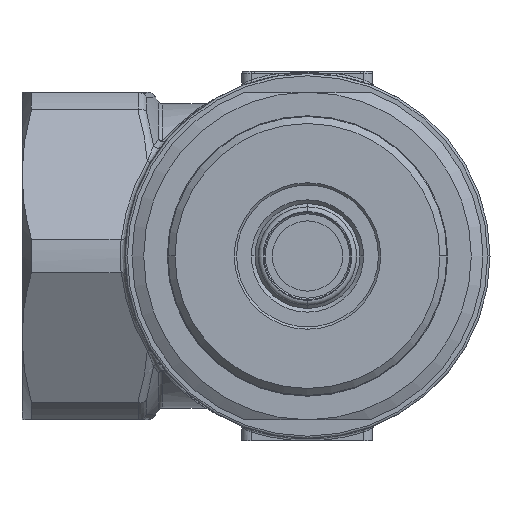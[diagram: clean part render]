
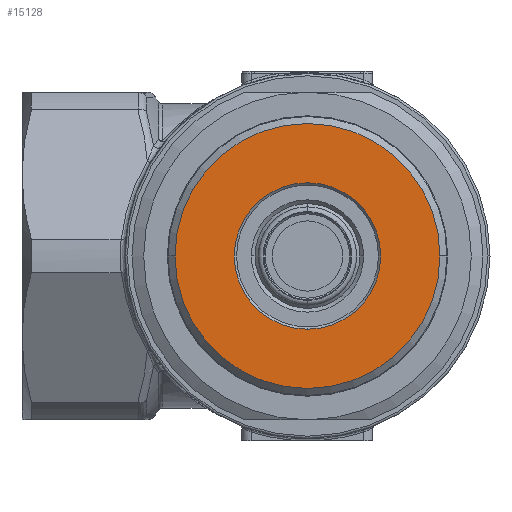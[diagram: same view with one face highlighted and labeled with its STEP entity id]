
A CAD part, front view. The second image highlights one B-rep face of the part: STEP entity #15128.
In plain terms, the highlighted planar face has unit normal (0, -1, 0).
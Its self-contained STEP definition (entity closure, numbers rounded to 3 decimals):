
#528 = CIRCLE ( 'NONE', #30448, 28.305 ) ;
#637 = CARTESIAN_POINT ( 'NONE',  ( 0., -83.5, 15.65 ) ) ;
#1785 = EDGE_CURVE ( 'NONE', #24099, #20449, #528, .T. ) ;
#2364 = CIRCLE ( 'NONE', #21798, 28.305 ) ;
#2463 = AXIS2_PLACEMENT_3D ( 'NONE', #18051, #12878, #13044 ) ;
#2754 = DIRECTION ( 'NONE',  ( 1., 0., 0. ) ) ;
#2789 = FACE_BOUND ( 'NONE', #5562, .T. ) ;
#3674 = VERTEX_POINT ( 'NONE', #637 ) ;
#5562 = EDGE_LOOP ( 'NONE', ( #22024, #21915 ) ) ;
#5815 = AXIS2_PLACEMENT_3D ( 'NONE', #21171, #31731, #2754 ) ;
#6144 = DIRECTION ( 'NONE',  ( 0., -1., 0. ) ) ;
#6508 = ORIENTED_EDGE ( 'NONE', *, *, #1785, .T. ) ;
#6896 = CIRCLE ( 'NONE', #2463, 15.65 ) ;
#8163 = PLANE ( 'NONE',  #12977 ) ;
#8342 = CARTESIAN_POINT ( 'NONE',  ( -29.805, -83.5, 0. ) ) ;
#11376 = CARTESIAN_POINT ( 'NONE',  ( 0., -83.5, 0. ) ) ;
#11648 = DIRECTION ( 'NONE',  ( 0., -1., 0. ) ) ;
#11714 = CARTESIAN_POINT ( 'NONE',  ( 0., -83.5, -15.65 ) ) ;
#12878 = DIRECTION ( 'NONE',  ( 0., 1., 0. ) ) ;
#12977 = AXIS2_PLACEMENT_3D ( 'NONE', #8342, #11648, #13909 ) ;
#13044 = DIRECTION ( 'NONE',  ( 1., 0., 0. ) ) ;
#13216 = CARTESIAN_POINT ( 'NONE',  ( 0., -83.5, 0. ) ) ;
#13319 = EDGE_CURVE ( 'NONE', #20449, #24099, #2364, .T. ) ;
#13909 = DIRECTION ( 'NONE',  ( 1., 0., 0. ) ) ;
#14142 = DIRECTION ( 'NONE',  ( 1., 0., 0. ) ) ;
#15128 = ADVANCED_FACE ( 'NONE', ( #2789, #31926 ), #8163, .T. ) ;
#16632 = EDGE_CURVE ( 'NONE', #3674, #19632, #6896, .T. ) ;
#18051 = CARTESIAN_POINT ( 'NONE',  ( 0., -83.5, 0. ) ) ;
#19632 = VERTEX_POINT ( 'NONE', #11714 ) ;
#20449 = VERTEX_POINT ( 'NONE', #30037 ) ;
#20827 = ORIENTED_EDGE ( 'NONE', *, *, #13319, .T. ) ;
#21171 = CARTESIAN_POINT ( 'NONE',  ( 0., -83.5, 0. ) ) ;
#21359 = DIRECTION ( 'NONE',  ( 1., 0., 0. ) ) ;
#21798 = AXIS2_PLACEMENT_3D ( 'NONE', #11376, #6144, #14142 ) ;
#21915 = ORIENTED_EDGE ( 'NONE', *, *, #16632, .T. ) ;
#22024 = ORIENTED_EDGE ( 'NONE', *, *, #24220, .T. ) ;
#24099 = VERTEX_POINT ( 'NONE', #24560 ) ;
#24220 = EDGE_CURVE ( 'NONE', #19632, #3674, #25213, .T. ) ;
#24560 = CARTESIAN_POINT ( 'NONE',  ( -28.305, -83.5, 0. ) ) ;
#25213 = CIRCLE ( 'NONE', #5815, 15.65 ) ;
#30037 = CARTESIAN_POINT ( 'NONE',  ( 28.305, -83.5, 0. ) ) ;
#30448 = AXIS2_PLACEMENT_3D ( 'NONE', #13216, #34307, #21359 ) ;
#30690 = EDGE_LOOP ( 'NONE', ( #6508, #20827 ) ) ;
#31731 = DIRECTION ( 'NONE',  ( 0., 1., 0. ) ) ;
#31926 = FACE_OUTER_BOUND ( 'NONE', #30690, .T. ) ;
#34307 = DIRECTION ( 'NONE',  ( 0., -1., 0. ) ) ;
